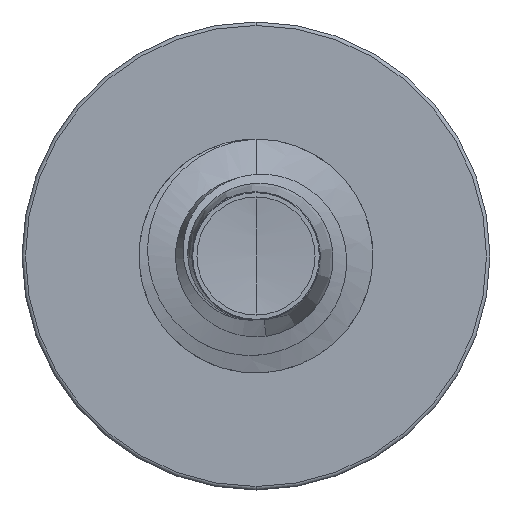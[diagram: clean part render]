
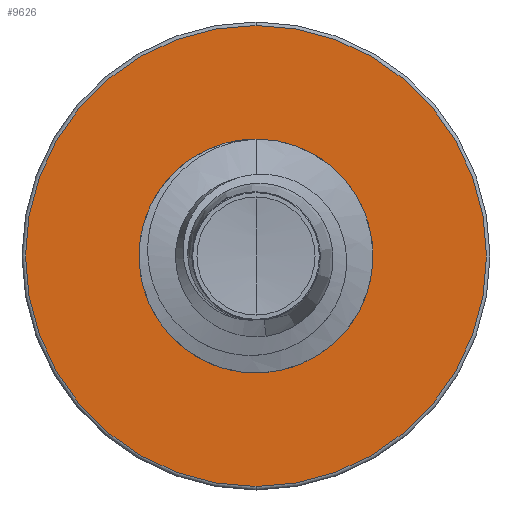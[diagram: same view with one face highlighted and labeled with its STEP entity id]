
A CAD part, front view. The second image highlights one B-rep face of the part: STEP entity #9626.
In plain terms, the highlighted planar face has unit normal (0, -1, 0).
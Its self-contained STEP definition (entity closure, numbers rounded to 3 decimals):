
#118 = DIRECTION ( 'NONE',  ( 0., 0., 1. ) ) ;
#134 = DIRECTION ( 'NONE',  ( 0., 1., 0. ) ) ;
#149 = PLANE ( 'NONE',  #1389 ) ;
#205 = DIRECTION ( 'NONE',  ( 0., 0., 1. ) ) ;
#223 = DIRECTION ( 'NONE',  ( 0., 1., 0. ) ) ;
#238 = CARTESIAN_POINT ( 'NONE',  ( 0., 4., 0. ) ) ;
#304 = CARTESIAN_POINT ( 'NONE',  ( 0., 4., -1.722 ) ) ;
#333 = CARTESIAN_POINT ( 'NONE',  ( 0., 4., -3.447 ) ) ;
#439 = ORIENTED_EDGE ( 'NONE', *, *, #10978, .T. ) ;
#634 = VERTEX_POINT ( 'NONE', #5144 ) ;
#1109 = AXIS2_PLACEMENT_3D ( 'NONE', #9188, #9185, #9180 ) ;
#1140 = AXIS2_PLACEMENT_3D ( 'NONE', #238, #223, #205 ) ;
#1389 = AXIS2_PLACEMENT_3D ( 'NONE', #304, #134, #118 ) ;
#2114 = CIRCLE ( 'NONE', #5516, 1.722 ) ;
#2365 = EDGE_LOOP ( 'NONE', ( #10652, #439 ) ) ;
#2554 = VERTEX_POINT ( 'NONE', #4937 ) ;
#2695 = CIRCLE ( 'NONE', #9036, 1.722 ) ;
#3729 = ORIENTED_EDGE ( 'NONE', *, *, #9096, .F. ) ;
#3747 = EDGE_CURVE ( 'NONE', #9890, #634, #2114, .T. ) ;
#4937 = CARTESIAN_POINT ( 'NONE',  ( 0., 4., 3.448 ) ) ;
#5129 = CARTESIAN_POINT ( 'NONE',  ( 0., 4., 1.722 ) ) ;
#5144 = CARTESIAN_POINT ( 'NONE',  ( 0., 4., -1.722 ) ) ;
#5405 = DIRECTION ( 'NONE',  ( 0., 0., 1. ) ) ;
#5434 = DIRECTION ( 'NONE',  ( 0., 1., 0. ) ) ;
#5448 = CARTESIAN_POINT ( 'NONE',  ( 0., 4., 0. ) ) ;
#5516 = AXIS2_PLACEMENT_3D ( 'NONE', #9810, #9802, #9792 ) ;
#5912 = EDGE_LOOP ( 'NONE', ( #10537, #3729 ) ) ;
#6453 = CIRCLE ( 'NONE', #1140, 3.448 ) ;
#8397 = CIRCLE ( 'NONE', #1109, 3.448 ) ;
#9036 = AXIS2_PLACEMENT_3D ( 'NONE', #5448, #5434, #5405 ) ;
#9096 = EDGE_CURVE ( 'NONE', #10943, #2554, #8397, .T. ) ;
#9180 = DIRECTION ( 'NONE',  ( 0., 0., 1. ) ) ;
#9185 = DIRECTION ( 'NONE',  ( 0., 1., 0. ) ) ;
#9188 = CARTESIAN_POINT ( 'NONE',  ( 0., 4., 0. ) ) ;
#9626 = ADVANCED_FACE ( 'NONE', ( #11017, #10008 ), #149, .F. ) ;
#9792 = DIRECTION ( 'NONE',  ( 0., 0., 1. ) ) ;
#9802 = DIRECTION ( 'NONE',  ( 0., 1., 0. ) ) ;
#9810 = CARTESIAN_POINT ( 'NONE',  ( 0., 4., 0. ) ) ;
#9890 = VERTEX_POINT ( 'NONE', #5129 ) ;
#10008 = FACE_BOUND ( 'NONE', #2365, .T. ) ;
#10537 = ORIENTED_EDGE ( 'NONE', *, *, #10934, .F. ) ;
#10652 = ORIENTED_EDGE ( 'NONE', *, *, #3747, .T. ) ;
#10934 = EDGE_CURVE ( 'NONE', #2554, #10943, #6453, .T. ) ;
#10943 = VERTEX_POINT ( 'NONE', #333 ) ;
#10978 = EDGE_CURVE ( 'NONE', #634, #9890, #2695, .T. ) ;
#11017 = FACE_OUTER_BOUND ( 'NONE', #5912, .T. ) ;
